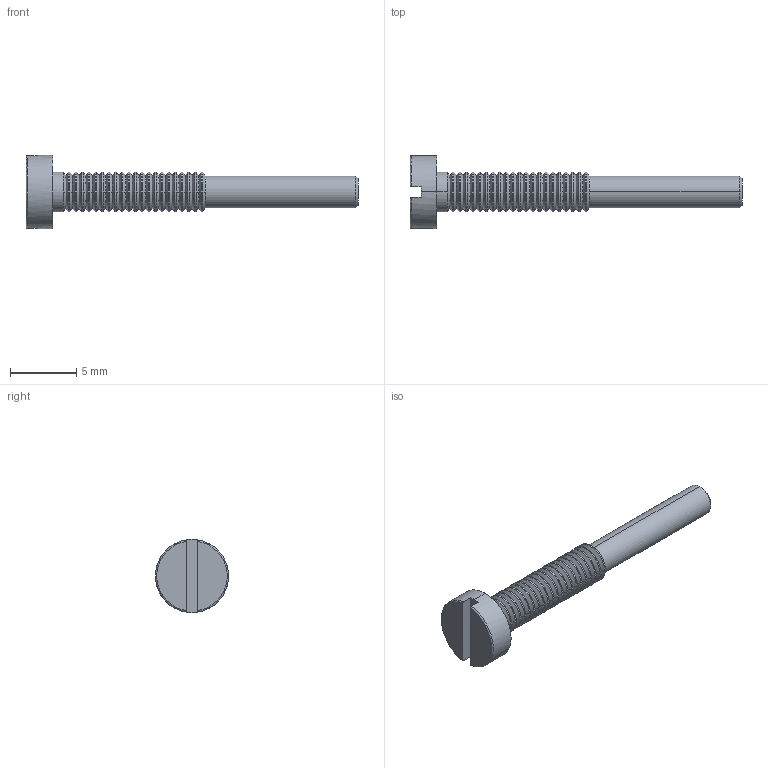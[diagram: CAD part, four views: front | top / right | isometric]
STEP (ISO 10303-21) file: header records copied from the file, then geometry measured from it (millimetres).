
FILE_DESCRIPTION (( 'STEP AP203' ), '1' );
FILE_NAME ('S-10-0021.STEP', '2015-09-02T09:41:46', ( '' ), ( '' ), 'SwSTEP 2.0', 'SolidWorks 2013', '' );
FILE_SCHEMA (( 'CONFIG_CONTROL_DESIGN' ));
Length unit declared in the file: millimetre
Products named in the file (1): S-10-0021
Bounding box: 25 x 5.5 x 5.5 mm (x, y, z)
Volume: 166.5 mm3; surface area: 327.2 mm2
Topology: 1 solids, 1 shells, 145 faces, 382 edges, 240 vertices
Faces by surface type: cone 88, cylinder 48, plane 7, torus 2
Entity records: 4696 total; most frequent: DIRECTION 904, CARTESIAN_POINT 837, ORIENTED_EDGE 764, EDGE_CURVE 382, AXIS2_PLACEMENT_3D 380, VERTEX_POINT 240, CIRCLE 234, EDGE_LOOP 146
